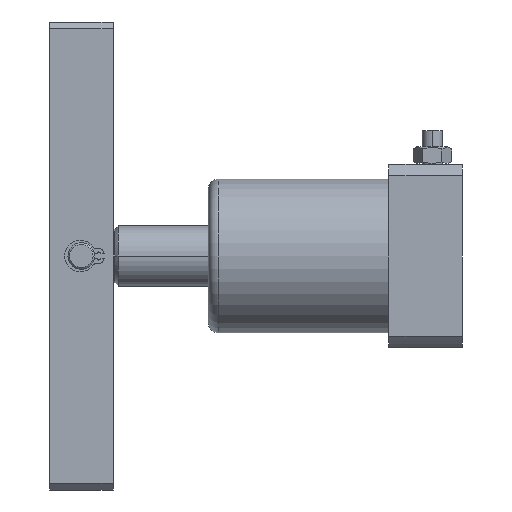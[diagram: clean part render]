
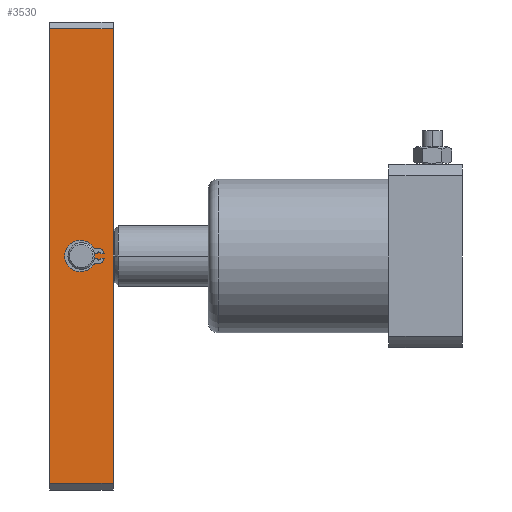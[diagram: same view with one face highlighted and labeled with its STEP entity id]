
A CAD part, left-side view. The second image highlights one B-rep face of the part: STEP entity #3530.
In plain terms, the highlighted face is planar.
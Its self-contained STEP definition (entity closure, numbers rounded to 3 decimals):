
#55 = CARTESIAN_POINT ( 'NONE',  ( 66., 9.5, -19. ) ) ;
#59 = CARTESIAN_POINT ( 'NONE',  ( 138., 19., -19. ) ) ;
#60 = CARTESIAN_POINT ( 'NONE',  ( 138., 0., -19. ) ) ;
#61 = CARTESIAN_POINT ( 'NONE',  ( 2., 0., -19. ) ) ;
#63 = CARTESIAN_POINT ( 'NONE',  ( 74., 9.5, -19. ) ) ;
#421 = VECTOR ( 'NONE', #3696, 1000. ) ;
#422 = VECTOR ( 'NONE', #850, 1000. ) ;
#425 = CIRCLE ( 'NONE', #8059, 4. ) ;
#498 = VECTOR ( 'NONE', #765, 1000. ) ;
#506 = LINE ( 'NONE', #764, #498 ) ;
#507 = FACE_BOUND ( 'NONE', #4893, .T. ) ;
#558 = LINE ( 'NONE', #3701, #422 ) ;
#626 = FACE_OUTER_BOUND ( 'NONE', #4821, .T. ) ;
#651 = LINE ( 'NONE', #3737, #702 ) ;
#702 = VECTOR ( 'NONE', #3695, 1000. ) ;
#705 = LINE ( 'NONE', #3692, #421 ) ;
#764 = CARTESIAN_POINT ( 'NONE',  ( 138., 19., -19. ) ) ;
#765 = DIRECTION ( 'NONE',  ( 0., -1., 0. ) ) ;
#850 = DIRECTION ( 'NONE',  ( -1., 0., 0. ) ) ;
#1054 = CARTESIAN_POINT ( 'NONE',  ( 70., 9.5, -19. ) ) ;
#1055 = DIRECTION ( 'NONE',  ( 0., 0., 1. ) ) ;
#1056 = DIRECTION ( 'NONE',  ( 1., 0., 0. ) ) ;
#1405 = CIRCLE ( 'NONE', #4191, 4. ) ;
#1587 = DIRECTION ( 'NONE',  ( 0., 0., 1. ) ) ;
#1653 = PLANE ( 'NONE',  #8021 ) ;
#1711 = DIRECTION ( 'NONE',  ( 1., 0., 0. ) ) ;
#1768 = CARTESIAN_POINT ( 'NONE',  ( 0., 19., -19. ) ) ;
#2336 = CARTESIAN_POINT ( 'NONE',  ( 2., 19., -19. ) ) ;
#3530 = ADVANCED_FACE ( 'NONE', ( #507, #626 ), #1653, .F. ) ;
#3692 = CARTESIAN_POINT ( 'NONE',  ( 0., 19., -19. ) ) ;
#3695 = DIRECTION ( 'NONE',  ( 0., 1., 0. ) ) ;
#3696 = DIRECTION ( 'NONE',  ( -1., 0., 0. ) ) ;
#3701 = CARTESIAN_POINT ( 'NONE',  ( 0., 0., -19. ) ) ;
#3737 = CARTESIAN_POINT ( 'NONE',  ( 2., 19., -19. ) ) ;
#4191 = AXIS2_PLACEMENT_3D ( 'NONE', #1054, #1055, #1056 ) ;
#4549 = ORIENTED_EDGE ( 'NONE', *, *, #5429, .T. ) ;
#4602 = ORIENTED_EDGE ( 'NONE', *, *, #5461, .T. ) ;
#4611 = ORIENTED_EDGE ( 'NONE', *, *, #6862, .T. ) ;
#4742 = ORIENTED_EDGE ( 'NONE', *, *, #5532, .T. ) ;
#4784 = ORIENTED_EDGE ( 'NONE', *, *, #5430, .F. ) ;
#4821 = EDGE_LOOP ( 'NONE', ( #4905, #4549, #4784, #4602 ) ) ;
#4893 = EDGE_LOOP ( 'NONE', ( #4611, #4742 ) ) ;
#4905 = ORIENTED_EDGE ( 'NONE', *, *, #5452, .T. ) ;
#5429 = EDGE_CURVE ( 'NONE', #7665, #7414, #651, .T. ) ;
#5430 = EDGE_CURVE ( 'NONE', #7662, #7414, #705, .T. ) ;
#5452 = EDGE_CURVE ( 'NONE', #7664, #7665, #558, .T. ) ;
#5461 = EDGE_CURVE ( 'NONE', #7662, #7664, #506, .T. ) ;
#5532 = EDGE_CURVE ( 'NONE', #7653, #7668, #425, .T. ) ;
#6668 = CARTESIAN_POINT ( 'NONE',  ( 70., 9.5, -19. ) ) ;
#6669 = DIRECTION ( 'NONE',  ( 1., 0., 0. ) ) ;
#6678 = DIRECTION ( 'NONE',  ( 0., 0., 1. ) ) ;
#6862 = EDGE_CURVE ( 'NONE', #7668, #7653, #1405, .T. ) ;
#7414 = VERTEX_POINT ( 'NONE', #2336 ) ;
#7653 = VERTEX_POINT ( 'NONE', #55 ) ;
#7662 = VERTEX_POINT ( 'NONE', #59 ) ;
#7664 = VERTEX_POINT ( 'NONE', #60 ) ;
#7665 = VERTEX_POINT ( 'NONE', #61 ) ;
#7668 = VERTEX_POINT ( 'NONE', #63 ) ;
#8021 = AXIS2_PLACEMENT_3D ( 'NONE', #1768, #1587, #1711 ) ;
#8059 = AXIS2_PLACEMENT_3D ( 'NONE', #6668, #6678, #6669 ) ;
